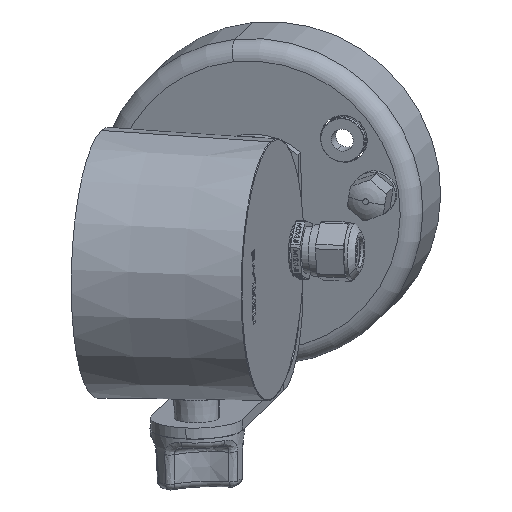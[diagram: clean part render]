
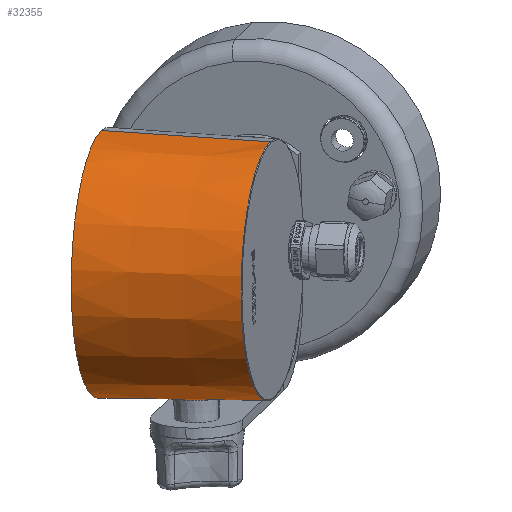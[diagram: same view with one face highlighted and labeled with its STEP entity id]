
A CAD part, top view. The second image highlights one B-rep face of the part: STEP entity #32355.
In plain terms, the highlighted conical face has half-angle 1.5 degrees and reference radius 35 mm.
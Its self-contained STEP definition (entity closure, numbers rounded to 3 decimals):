
#295 = CARTESIAN_POINT ( 'NONE',  ( 34.981, 6.272, 20.593 ) ) ;
#404 = CARTESIAN_POINT ( 'NONE',  ( 35.729, 0., 27.851 ) ) ;
#905 = DIRECTION ( 'NONE',  ( 1., 0., 0. ) ) ;
#1074 = CARTESIAN_POINT ( 'NONE',  ( 35.402, 4.455, 26.012 ) ) ;
#2265 = AXIS2_PLACEMENT_3D ( 'NONE', #23488, #6672, #905 ) ;
#2710 = VERTEX_POINT ( 'NONE', #7527 ) ;
#3087 = CARTESIAN_POINT ( 'NONE',  ( 34.995, 6.337, 21.531 ) ) ;
#3276 = CARTESIAN_POINT ( 'NONE',  ( 35.29, 2.996, 15.898 ) ) ;
#3627 = CARTESIAN_POINT ( 'NONE',  ( 35.033, 6.264, 22.464 ) ) ;
#3883 = VERTEX_POINT ( 'NONE', #22443 ) ;
#4529 = CARTESIAN_POINT ( 'NONE',  ( -35., 0., 0. ) ) ;
#4714 = CARTESIAN_POINT ( 'NONE',  ( -35.005, 0., 0.195 ) ) ;
#5409 = DIRECTION ( 'NONE',  ( -1., 0., 0. ) ) ;
#5713 = DIRECTION ( 'NONE',  ( 0., 0., -1. ) ) ;
#5732 = CARTESIAN_POINT ( 'NONE',  ( 35., 0., 0. ) ) ;
#5994 = CARTESIAN_POINT ( 'NONE',  ( 35.65, 2.224, 27.45 ) ) ;
#6065 = CARTESIAN_POINT ( 'NONE',  ( 35.402, 4.455, 26.012 ) ) ;
#6250 = CARTESIAN_POINT ( 'NONE',  ( 35.393, 0.622, 15.174 ) ) ;
#6672 = DIRECTION ( 'NONE',  ( 0., 0., 1. ) ) ;
#6750 = CARTESIAN_POINT ( 'NONE',  ( 36.218, 0., 46.5 ) ) ;
#7468 = DIRECTION ( 'NONE',  ( 0., 0., 1. ) ) ;
#7527 = CARTESIAN_POINT ( 'NONE',  ( 35.402, 4.455, 26.012 ) ) ;
#7655 = B_SPLINE_CURVE_WITH_KNOTS ( 'NONE', 3,
 ( #6065, #8681, #11864, #23248, #17800, #17436, #8862, #17621, #14468, #3627, #28811, #3087, #25827, #295, #20407, #15007, #12043, #31999, #31821, #26370, #25641, #9226, #3276, #23418, #14658, #23062, #34818, #6250, #20589, #28999 ),
 .UNSPECIFIED., .F., .F.,
 ( 4, 2, 2, 2, 2, 2, 2, 2, 2, 2, 2, 2, 2, 2, 4 ),
 ( 0.02, 0.021, 0.022, 0.023, 0.024, 0.025, 0.025, 0.026, 0.027, 0.029, 0.031, 0.032, 0.033, 0.034, 0.035 ),
 .UNSPECIFIED. ) ;
#7671 = DIRECTION ( 'NONE',  ( 0.026, 0., 1. ) ) ;
#8046 = CARTESIAN_POINT ( 'NONE',  ( 35., 0., 0. ) ) ;
#8494 = DIRECTION ( 'NONE',  ( -1., 0., 0. ) ) ;
#8681 = CARTESIAN_POINT ( 'NONE',  ( 35.368, 4.676, 25.792 ) ) ;
#8862 = CARTESIAN_POINT ( 'NONE',  ( 35.145, 5.842, 23.964 ) ) ;
#9194 = AXIS2_PLACEMENT_3D ( 'NONE', #19871, #5713, #8494 ) ;
#9226 = CARTESIAN_POINT ( 'NONE',  ( 35.27, 3.27, 16.054 ) ) ;
#9343 = ORIENTED_EDGE ( 'NONE', *, *, #30289, .T. ) ;
#9577 = LINE ( 'NONE', #4529, #15850 ) ;
#10436 = EDGE_CURVE ( 'NONE', #2710, #16935, #7655, .T. ) ;
#10540 = ORIENTED_EDGE ( 'NONE', *, *, #24302, .T. ) ;
#10709 = VECTOR ( 'NONE', #13946, 1000. ) ;
#11122 = AXIS2_PLACEMENT_3D ( 'NONE', #27977, #7468, #5409 ) ;
#11607 = CARTESIAN_POINT ( 'NONE',  ( 35.721, 0.826, 27.81 ) ) ;
#11864 = CARTESIAN_POINT ( 'NONE',  ( 35.334, 4.882, 25.555 ) ) ;
#12043 = CARTESIAN_POINT ( 'NONE',  ( 35.001, 5.974, 19.379 ) ) ;
#13946 = DIRECTION ( 'NONE',  ( 0.026, 0., 1. ) ) ;
#14468 = CARTESIAN_POINT ( 'NONE',  ( 35.071, 6.141, 23.072 ) ) ;
#14658 = CARTESIAN_POINT ( 'NONE',  ( 35.343, 2.146, 15.518 ) ) ;
#14765 = CARTESIAN_POINT ( 'NONE',  ( 35.49, 3.841, 26.565 ) ) ;
#14965 = ORIENTED_EDGE ( 'NONE', *, *, #29807, .T. ) ;
#15007 = CARTESIAN_POINT ( 'NONE',  ( 34.993, 6.072, 19.68 ) ) ;
#15257 = CARTESIAN_POINT ( 'NONE',  ( -36.218, 0., 46.5 ) ) ;
#15850 = VECTOR ( 'NONE', #29339, 1000. ) ;
#16250 = ORIENTED_EDGE ( 'NONE', *, *, #17535, .T. ) ;
#16444 = LINE ( 'NONE', #8046, #33659 ) ;
#16566 = CONICAL_SURFACE ( 'NONE', #2265, 35., 0.026 ) ;
#16935 = VERTEX_POINT ( 'NONE', #30455 ) ;
#17171 = CARTESIAN_POINT ( 'NONE',  ( 35.729, 0.416, 27.851 ) ) ;
#17436 = CARTESIAN_POINT ( 'NONE',  ( 35.174, 5.715, 24.247 ) ) ;
#17535 = EDGE_CURVE ( 'NONE', #20826, #29375, #25271, .T. ) ;
#17551 = CARTESIAN_POINT ( 'NONE',  ( 35.664, 2.027, 27.52 ) ) ;
#17621 = CARTESIAN_POINT ( 'NONE',  ( 35.094, 6.056, 23.375 ) ) ;
#17800 = CARTESIAN_POINT ( 'NONE',  ( 35.235, 5.422, 24.792 ) ) ;
#19871 = CARTESIAN_POINT ( 'NONE',  ( 0., 0., 46.5 ) ) ;
#20407 = CARTESIAN_POINT ( 'NONE',  ( 34.983, 6.22, 20.286 ) ) ;
#20589 = CARTESIAN_POINT ( 'NONE',  ( 35.397, 0.311, 15.151 ) ) ;
#20826 = VERTEX_POINT ( 'NONE', #15257 ) ;
#21208 = CARTESIAN_POINT ( 'NONE',  ( 35.569, 3.156, 27.021 ) ) ;
#21960 = VERTEX_POINT ( 'NONE', #31089 ) ;
#22443 = CARTESIAN_POINT ( 'NONE',  ( 35.005, 0., 0.195 ) ) ;
#22478 = ORIENTED_EDGE ( 'NONE', *, *, #10436, .T. ) ;
#23062 = CARTESIAN_POINT ( 'NONE',  ( 35.369, 1.549, 15.336 ) ) ;
#23248 = CARTESIAN_POINT ( 'NONE',  ( 35.267, 5.255, 25.054 ) ) ;
#23418 = CARTESIAN_POINT ( 'NONE',  ( 35.327, 2.435, 15.631 ) ) ;
#23488 = CARTESIAN_POINT ( 'NONE',  ( 0., 0., 0. ) ) ;
#24141 = EDGE_LOOP ( 'NONE', ( #9343, #14965, #16250, #34220, #10540, #22478, #31399 ) ) ;
#24302 = EDGE_CURVE ( 'NONE', #21960, #2710, #31552, .T. ) ;
#25271 = CIRCLE ( 'NONE', #9194, 36.218 ) ;
#25641 = CARTESIAN_POINT ( 'NONE',  ( 35.206, 4.049, 16.58 ) ) ;
#25827 = CARTESIAN_POINT ( 'NONE',  ( 34.987, 6.331, 21.214 ) ) ;
#26119 = CARTESIAN_POINT ( 'NONE',  ( 35.446, 4.164, 26.301 ) ) ;
#26370 = CARTESIAN_POINT ( 'NONE',  ( 35.16, 4.507, 16.998 ) ) ;
#26437 = FACE_OUTER_BOUND ( 'NONE', #24141, .T. ) ;
#26988 = EDGE_CURVE ( 'NONE', #3883, #16935, #16444, .T. ) ;
#27167 = CIRCLE ( 'NONE', #11122, 35.005 ) ;
#27977 = CARTESIAN_POINT ( 'NONE',  ( 0., 0., 0.195 ) ) ;
#28811 = CARTESIAN_POINT ( 'NONE',  ( 35.017, 6.304, 22.155 ) ) ;
#28924 = CARTESIAN_POINT ( 'NONE',  ( 35.605, 2.795, 27.214 ) ) ;
#28999 = CARTESIAN_POINT ( 'NONE',  ( 35.397, 0., 15.151 ) ) ;
#29339 = DIRECTION ( 'NONE',  ( -0.026, 0., 1. ) ) ;
#29375 = VERTEX_POINT ( 'NONE', #6750 ) ;
#29807 = EDGE_CURVE ( 'NONE', #29858, #20826, #9577, .T. ) ;
#29858 = VERTEX_POINT ( 'NONE', #4714 ) ;
#30289 = EDGE_CURVE ( 'NONE', #3883, #29858, #27167, .T. ) ;
#30455 = CARTESIAN_POINT ( 'NONE',  ( 35.397, 0., 15.151 ) ) ;
#31089 = CARTESIAN_POINT ( 'NONE',  ( 35.729, 0., 27.851 ) ) ;
#31291 = LINE ( 'NONE', #5732, #10709 ) ;
#31363 = CARTESIAN_POINT ( 'NONE',  ( 35.697, 1.431, 27.69 ) ) ;
#31399 = ORIENTED_EDGE ( 'NONE', *, *, #26988, .F. ) ;
#31552 = B_SPLINE_CURVE_WITH_KNOTS ( 'NONE', 3,
 ( #404, #17171, #11607, #31363, #31738, #17551, #5994, #28924, #21208, #14765, #26119, #1074 ),
 .UNSPECIFIED., .F., .F.,
 ( 4, 2, 2, 2, 2, 4 ),
 ( 0.015, 0.016, 0.017, 0.017, 0.019, 0.02 ),
 .UNSPECIFIED. ) ;
#31738 = CARTESIAN_POINT ( 'NONE',  ( 35.687, 1.631, 27.64 ) ) ;
#31821 = CARTESIAN_POINT ( 'NONE',  ( 35.075, 5.3, 17.973 ) ) ;
#31999 = CARTESIAN_POINT ( 'NONE',  ( 35.038, 5.618, 18.51 ) ) ;
#32355 = ADVANCED_FACE ( 'NONE', ( #26437 ), #16566, .T. ) ;
#33659 = VECTOR ( 'NONE', #7671, 1000. ) ;
#34220 = ORIENTED_EDGE ( 'NONE', *, *, #34797, .F. ) ;
#34797 = EDGE_CURVE ( 'NONE', #21960, #29375, #31291, .T. ) ;
#34818 = CARTESIAN_POINT ( 'NONE',  ( 35.379, 1.239, 15.266 ) ) ;
